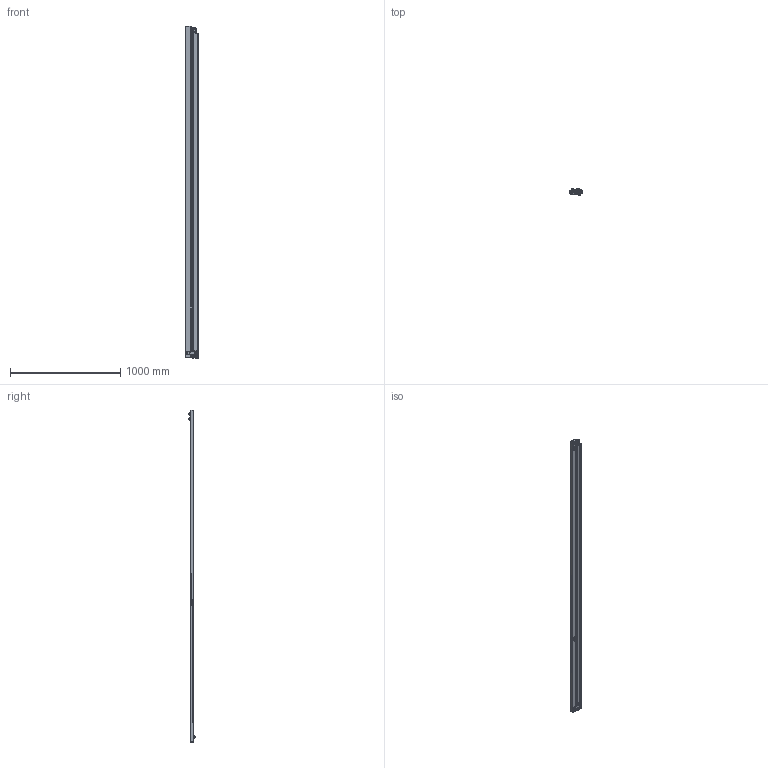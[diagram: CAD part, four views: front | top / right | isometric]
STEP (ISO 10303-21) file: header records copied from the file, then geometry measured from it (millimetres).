
FILE_DESCRIPTION (( 'STEP AP214' ), '1' );
FILE_NAME ('04476-Drawer Slides Pair Long Galvanised 3000mm 50kg Load.STEP', '2018-10-29T23:00:07', ( '' ), ( '' ), 'SwSTEP 2.0', 'SolidWorks 2018', '' );
FILE_SCHEMA (( 'AUTOMOTIVE_DESIGN' ));
Length unit declared in the file: millimetre
Products named in the file (11): 4476 Back Bracket; 4476.1 Galv Track; 4476 V Groove Roller; 04476-Drawer Slides Pair Long Galvanised 3000mm 50kg Load; 4476 Heavy Duty Roller Slide; 4476 Front Bracket; 4476.2 Galv Track; 4476 Bumper; 4476 End Cap; M12 Nut; Bolt
Assembly tree (21 placements, depth 2):
  04476-Drawer Slides Pair Long Galvanised 3000mm 50kg Load
    4476 Back Bracket
    4476 Bumper  x2
    4476 End Cap  x3
    4476 Front Bracket
    4476 Heavy Duty Roller Slide  x2
    4476 V Groove Roller
    4476.1 Galv Track
    4476.2 Galv Track
    Bolt  x3
    M12 Nut  x6
Bounding box: 116 x 67.4 x 3011 mm (x, y, z)
Volume: 1125089.7 mm3; surface area: 1351455 mm2
Topology: 21 solids, 21 shells, 1048 faces, 2654 edges, 1702 vertices
Faces by surface type: plane 432, cylinder 322, cone 121, bspline 104, torus 63, sphere 6
Entity records: 35273 total; most frequent: CARTESIAN_POINT 20672, ORIENTED_EDGE 3092, DIRECTION 2625, EDGE_CURVE 1546, VERTEX_POINT 1006, VECTOR 899, LINE 899, AXIS2_PLACEMENT_3D 863
